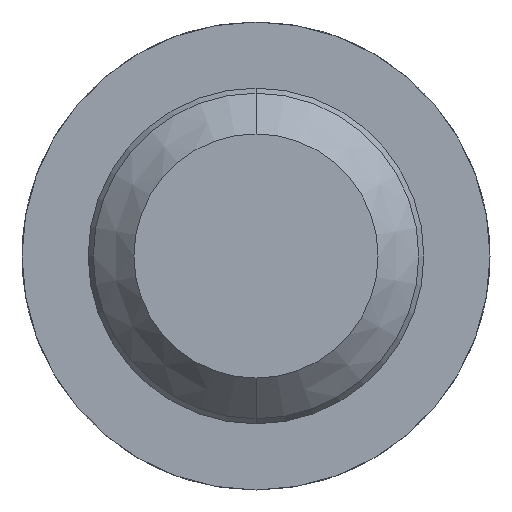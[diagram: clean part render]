
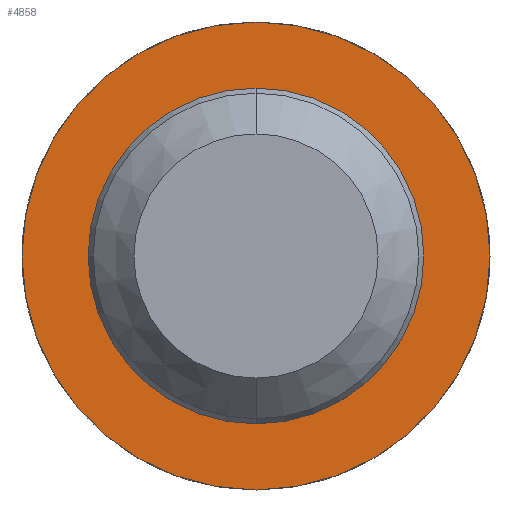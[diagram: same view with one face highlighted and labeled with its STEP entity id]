
A CAD part, front view. The second image highlights one B-rep face of the part: STEP entity #4858.
In plain terms, the highlighted planar face has unit normal (0, -1, 0).
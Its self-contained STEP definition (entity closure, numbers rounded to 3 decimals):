
#106 = DIRECTION ( 'NONE',  ( 0., -1., 0. ) ) ;
#175 = DIRECTION ( 'NONE',  ( 0., -1., 0. ) ) ;
#460 = EDGE_CURVE ( 'Defeature ausgef�hrt2_67+Defeature ausgef�hrt2_68+Defeature ausgef�hrt2_68+Defeature ausgef�hrt2_68', #818, #1417, #1870, .T. ) ;
#534 = AXIS2_PLACEMENT_3D ( 'NONE', #2121, #1283, #1248 ) ;
#546 = DIRECTION ( 'NONE',  ( 0., 0., -1. ) ) ;
#678 = DIRECTION ( 'NONE',  ( 0., -1., 0. ) ) ;
#764 = CARTESIAN_POINT ( 'NONE',  ( 0., 11., 0. ) ) ;
#818 = VERTEX_POINT ( 'NONE', #1821 ) ;
#891 = ORIENTED_EDGE ( 'NONE', *, *, #460, .T. ) ;
#1191 = AXIS2_PLACEMENT_3D ( 'NONE', #1553, #175, #3766 ) ;
#1248 = DIRECTION ( 'NONE',  ( 0., 0., -1. ) ) ;
#1252 = DIRECTION ( 'NONE',  ( 0., -1., 0. ) ) ;
#1283 = DIRECTION ( 'NONE',  ( 0., -1., 0. ) ) ;
#1417 = VERTEX_POINT ( 'NONE', #5127 ) ;
#1528 = PLANE ( 'NONE',  #2562 ) ;
#1553 = CARTESIAN_POINT ( 'NONE',  ( 0., 11., 0. ) ) ;
#1821 = CARTESIAN_POINT ( 'NONE',  ( 0., 11., 1.15 ) ) ;
#1870 = CIRCLE ( 'NONE', #5032, 1.15 ) ;
#2033 = CARTESIAN_POINT ( 'NONE',  ( 0., 11., 0. ) ) ;
#2121 = CARTESIAN_POINT ( 'NONE',  ( 0., 11., 0. ) ) ;
#2127 = CIRCLE ( 'NONE', #4330, 0.825 ) ;
#2430 = DIRECTION ( 'NONE',  ( 0., 0., -1. ) ) ;
#2562 = AXIS2_PLACEMENT_3D ( 'NONE', #2857, #106, #546 ) ;
#2845 = VERTEX_POINT ( 'NONE', #4001 ) ;
#2857 = CARTESIAN_POINT ( 'NONE',  ( 0.825, 11., 0. ) ) ;
#3029 = CARTESIAN_POINT ( 'NONE',  ( 0., 11., 0.825 ) ) ;
#3126 = CIRCLE ( 'NONE', #1191, 1.15 ) ;
#3215 = ORIENTED_EDGE ( 'NONE', *, *, #3753, .T. ) ;
#3597 = EDGE_LOOP ( 'NONE', ( #3215, #891 ) ) ;
#3698 = FACE_OUTER_BOUND ( 'NONE', #3597, .T. ) ;
#3753 = EDGE_CURVE ( 'Defeature ausgef�hrt2_67+Defeature ausgef�hrt2_68+Defeature ausgef�hrt2_68+Defeature ausgef�hrt2_68', #1417, #818, #3126, .T. ) ;
#3766 = DIRECTION ( 'NONE',  ( 0., 0., -1. ) ) ;
#3880 = ORIENTED_EDGE ( 'NONE', *, *, #5451, .F. ) ;
#4001 = CARTESIAN_POINT ( 'NONE',  ( 0., 11., -0.825 ) ) ;
#4330 = AXIS2_PLACEMENT_3D ( 'NONE', #764, #1252, #5791 ) ;
#4392 = ORIENTED_EDGE ( 'NONE', *, *, #4960, .F. ) ;
#4704 = CIRCLE ( 'NONE', #534, 0.825 ) ;
#4858 = ADVANCED_FACE ( 'Defeature ausgef�hrt2_67', ( #3698, #5353 ), #1528, .T. ) ;
#4960 = EDGE_CURVE ( 'Defeature ausgef�hrt2_66+Defeature ausgef�hrt2_67+Defeature ausgef�hrt2_67+Defeature ausgef�hrt2_67', #2845, #5444, #2127, .T. ) ;
#5032 = AXIS2_PLACEMENT_3D ( 'NONE', #2033, #678, #2430 ) ;
#5127 = CARTESIAN_POINT ( 'NONE',  ( 0., 11., -1.15 ) ) ;
#5217 = EDGE_LOOP ( 'NONE', ( #4392, #3880 ) ) ;
#5353 = FACE_BOUND ( 'NONE', #5217, .T. ) ;
#5444 = VERTEX_POINT ( 'NONE', #3029 ) ;
#5451 = EDGE_CURVE ( 'Defeature ausgef�hrt2_66+Defeature ausgef�hrt2_67+Defeature ausgef�hrt2_67+Defeature ausgef�hrt2_67', #5444, #2845, #4704, .T. ) ;
#5791 = DIRECTION ( 'NONE',  ( 0., 0., -1. ) ) ;
